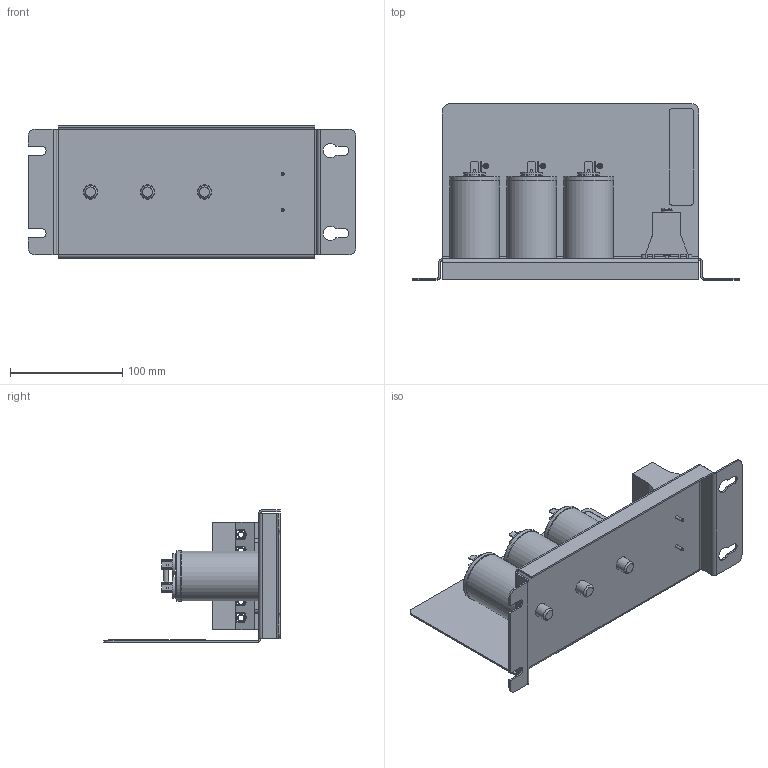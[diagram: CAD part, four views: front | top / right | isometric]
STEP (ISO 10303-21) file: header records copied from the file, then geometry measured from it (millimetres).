
FILE_DESCRIPTION(/* description */ (''),/* implementation_level */ '2;1');
FILE_NAME(/* name */ '107158.stp',/* time_stamp */ '2020-03-10T15:21:33-05:00',/* author */ ('jnelson'),/* organization */ (''),/* preprocessor_version */ 'ST-DEVELOPER v17',/* originating_system */ 'Autodesk Inventor 2019',/* authorisation */ '');
FILE_SCHEMA (('AUTOMOTIVE_DESIGN { 1 0 10303 214 3 1 1 }'));
Length unit declared in the file: inch
Products named in the file (6): 107158; KPC PANEL-Revised; 29340; 19324; 14295; 23837
Assembly tree (8 placements, depth 2):
  107158
    KPC PANEL-Revised
    29340  x3
    19324
    14295  x2
    23837
Bounding box: 292.2 x 157.14 x 118.21 mm (x, y, z)
Volume: 533731.4 mm3; surface area: 246071.2 mm2
Topology: 24 solids, 24 shells, 967 faces, 2458 edges, 1608 vertices
Faces by surface type: plane 685, cylinder 250, torus 21, bspline 8, cone 3
Full cylindrical faces by diameter (mm): 0.762 x12, 1.211 x3, 1.22 x6, 1.861 x6, 2.642 x16, 2.794 x3, 3.962 x5, 4.47 x3, 4.898 x5, 5.08 x12, 5.083 x1, 6.124 x5, 6.35 x3, 6.375 x12, 6.379 x1, 7.341 x5, 9.652 x8, 11.989 x3, 12.7 x3, 15.771 x3, 15.827 x3, 19.05 x6, 44.45 x6, 45.212 x3
Entity records: 22558 total; most frequent: CARTESIAN_POINT 3998, DIRECTION 3799, ORIENTED_EDGE 3686, EDGE_CURVE 1843, LINE 1311, VECTOR 1311, AXIS2_PLACEMENT_3D 1244, VERTEX_POINT 1202
